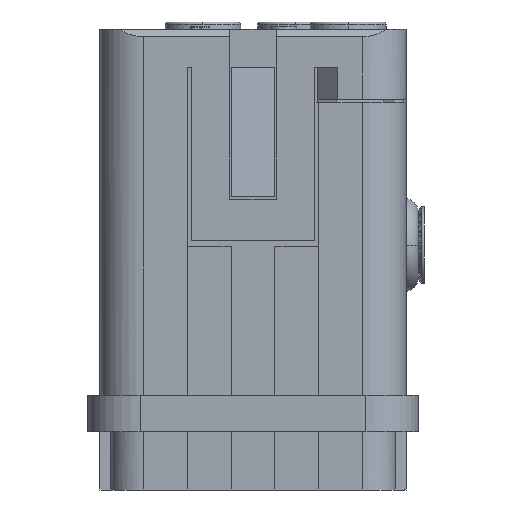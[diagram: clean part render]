
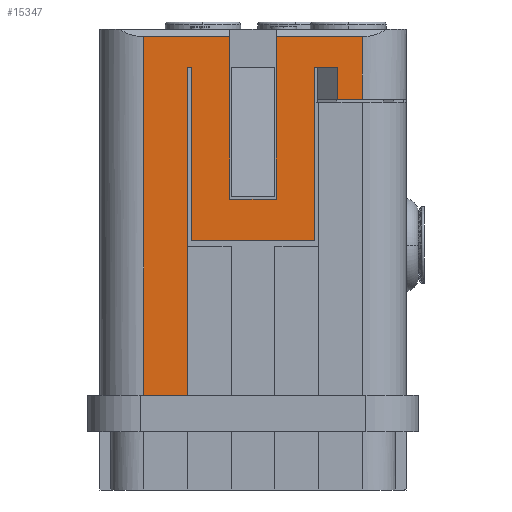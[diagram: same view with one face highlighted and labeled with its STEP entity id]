
A CAD part, left-side view. The second image highlights one B-rep face of the part: STEP entity #15347.
In plain terms, the highlighted planar face has unit normal (-1, 0, 0).
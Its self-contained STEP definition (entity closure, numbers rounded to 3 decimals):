
#739=DIRECTION('',(0.,-1.,0.));
#740=VECTOR('',#739,1.709);
#741=CARTESIAN_POINT('',(-59.188,-52.456,-21.2));
#742=LINE('',#741,#740);
#3418=DIRECTION('',(0.,-1.,0.));
#3419=VECTOR('',#3418,5.9);
#3420=CARTESIAN_POINT('',(-59.188,-39.165,-16.9));
#3421=LINE('',#3420,#3419);
#3422=DIRECTION('',(0.,-1.,0.));
#3423=VECTOR('',#3422,3.2);
#3424=CARTESIAN_POINT('',(-59.188,-45.065,-28.05));
#3425=LINE('',#3424,#3423);
#3426=DIRECTION('',(0.,-1.,0.));
#3427=VECTOR('',#3426,5.9);
#3428=CARTESIAN_POINT('',(-59.188,-48.265,-16.9));
#3429=LINE('',#3428,#3427);
#3430=DIRECTION('',(0.,1.,0.));
#3431=VECTOR('',#3430,1.541);
#3432=CARTESIAN_POINT('',(-59.188,-52.456,-19.));
#3433=LINE('',#3432,#3431);
#3434=DIRECTION('',(0.,1.,0.));
#3435=VECTOR('',#3434,0.25);
#3436=CARTESIAN_POINT('',(-59.188,-42.415,-19.));
#3437=LINE('',#3436,#3435);
#3438=DIRECTION('',(0.,0.,-1.));
#3439=VECTOR('',#3438,22.5);
#3440=CARTESIAN_POINT('',(-59.188,-42.165,-19.));
#3441=LINE('',#3440,#3439);
#3442=DIRECTION('',(0.,-1.,0.));
#3443=VECTOR('',#3442,3.);
#3444=CARTESIAN_POINT('',(-59.188,-39.165,-41.5));
#3445=LINE('',#3444,#3443);
#3452=DIRECTION('',(0.,0.,-1.));
#3453=VECTOR('',#3452,24.6);
#3454=CARTESIAN_POINT('',(-59.188,-39.165,-16.9));
#3455=LINE('',#3454,#3453);
#3477=DIRECTION('',(0.,0.,1.));
#3478=VECTOR('',#3477,11.15);
#3479=CARTESIAN_POINT('',(-59.188,-45.065,-28.05));
#3480=LINE('',#3479,#3478);
#3505=DIRECTION('',(0.,0.,-1.));
#3506=VECTOR('',#3505,11.9);
#3507=CARTESIAN_POINT('',(-59.188,-42.415,-19.));
#3508=LINE('',#3507,#3506);
#3517=DIRECTION('',(0.,-1.,0.));
#3518=VECTOR('',#3517,8.5);
#3519=CARTESIAN_POINT('',(-59.188,-42.415,-30.9));
#3520=LINE('',#3519,#3518);
#3541=DIRECTION('',(0.,0.,1.));
#3542=VECTOR('',#3541,11.9);
#3543=CARTESIAN_POINT('',(-59.188,-50.915,-30.9));
#3544=LINE('',#3543,#3542);
#3557=DIRECTION('',(0.,0.,-1.));
#3558=VECTOR('',#3557,11.15);
#3559=CARTESIAN_POINT('',(-59.188,-48.265,-16.9));
#3560=LINE('',#3559,#3558);
#3585=DIRECTION('',(0.,0.,1.));
#3586=VECTOR('',#3585,4.3);
#3587=CARTESIAN_POINT('',(-59.188,-54.165,-21.2));
#3588=LINE('',#3587,#3586);
#3589=CARTESIAN_POINT('',(-59.188,-54.165,-16.9));
#3611=DIRECTION('',(0.,0.,-1.));
#3612=VECTOR('',#3611,2.2);
#3613=CARTESIAN_POINT('',(-59.188,-52.456,-19.));
#3614=LINE('',#3613,#3612);
#9665=CARTESIAN_POINT('',(-59.188,-39.165,-41.5));
#9666=CARTESIAN_POINT('',(-59.188,-42.165,-41.5));
#9667=VERTEX_POINT('',#9665);
#9668=VERTEX_POINT('',#9666);
#9847=CARTESIAN_POINT('',(-59.188,-45.065,-28.05));
#9848=CARTESIAN_POINT('',(-59.188,-45.065,-16.9));
#9849=VERTEX_POINT('',#9847);
#9850=VERTEX_POINT('',#9848);
#9861=CARTESIAN_POINT('',(-59.188,-48.265,-28.05));
#9862=VERTEX_POINT('',#9861);
#9875=CARTESIAN_POINT('',(-59.188,-42.415,-19.));
#9876=VERTEX_POINT('',#9875);
#9877=CARTESIAN_POINT('',(-59.188,-50.915,-19.));
#9878=VERTEX_POINT('',#9877);
#9879=CARTESIAN_POINT('',(-59.188,-52.456,-19.));
#9880=VERTEX_POINT('',#9879);
#9887=CARTESIAN_POINT('',(-59.188,-52.456,-21.2));
#9888=CARTESIAN_POINT('',(-59.188,-54.165,-21.2));
#9889=VERTEX_POINT('',#9887);
#9890=VERTEX_POINT('',#9888);
#10037=CARTESIAN_POINT('',(-59.188,-48.265,-16.9));
#10038=VERTEX_POINT('',#10037);
#10043=VERTEX_POINT('',#3589);
#10044=CARTESIAN_POINT('',(-59.188,-50.915,-30.9));
#10045=VERTEX_POINT('',#10044);
#10046=CARTESIAN_POINT('',(-59.188,-42.415,-30.9));
#10047=VERTEX_POINT('',#10046);
#10048=CARTESIAN_POINT('',(-59.188,-39.165,-16.9));
#10049=VERTEX_POINT('',#10048);
#10568=CARTESIAN_POINT('',(-59.188,-42.165,-19.));
#10569=VERTEX_POINT('',#10568);
#15313=CARTESIAN_POINT('',(-59.188,-51.415,-19.));
#15314=DIRECTION('',(-1.,0.,0.));
#15315=DIRECTION('',(0.,-1.,0.));
#15316=AXIS2_PLACEMENT_3D('',#15313,#15314,#15315);
#15317=PLANE('',#15316);
#15319=ORIENTED_EDGE('',*,*,#15318,.F.);
#15321=ORIENTED_EDGE('',*,*,#15320,.T.);
#15323=ORIENTED_EDGE('',*,*,#15322,.F.);
#15325=ORIENTED_EDGE('',*,*,#15324,.T.);
#15327=ORIENTED_EDGE('',*,*,#15326,.F.);
#15329=ORIENTED_EDGE('',*,*,#15328,.T.);
#15331=ORIENTED_EDGE('',*,*,#15330,.F.);
#15332=ORIENTED_EDGE('',*,*,#11621,.F.);
#15334=ORIENTED_EDGE('',*,*,#15333,.F.);
#15335=ORIENTED_EDGE('',*,*,#12057,.T.);
#15337=ORIENTED_EDGE('',*,*,#15336,.F.);
#15339=ORIENTED_EDGE('',*,*,#15338,.F.);
#15341=ORIENTED_EDGE('',*,*,#15340,.F.);
#15342=ORIENTED_EDGE('',*,*,#12030,.T.);
#15343=ORIENTED_EDGE('',*,*,#15308,.T.);
#15344=ORIENTED_EDGE('',*,*,#12326,.F.);
#15345=EDGE_LOOP('',(#15319,#15321,#15323,#15325,#15327,#15329,#15331,#15332,
#15334,#15335,#15337,#15339,#15341,#15342,#15343,#15344));
#15346=FACE_OUTER_BOUND('',#15345,.F.);
#15347=ADVANCED_FACE('',(#15346),#15317,.T.);
#11621=EDGE_CURVE('',#9889,#9890,#742,.T.);
#12030=EDGE_CURVE('',#9876,#10569,#3437,.T.);
#12057=EDGE_CURVE('',#9880,#9878,#3433,.T.);
#12326=EDGE_CURVE('',#9667,#9668,#3445,.T.);
#15308=EDGE_CURVE('',#10569,#9668,#3441,.T.);
#15318=EDGE_CURVE('',#10049,#9667,#3455,.T.);
#15320=EDGE_CURVE('',#10049,#9850,#3421,.T.);
#15322=EDGE_CURVE('',#9849,#9850,#3480,.T.);
#15324=EDGE_CURVE('',#9849,#9862,#3425,.T.);
#15326=EDGE_CURVE('',#10038,#9862,#3560,.T.);
#15328=EDGE_CURVE('',#10038,#10043,#3429,.T.);
#15330=EDGE_CURVE('',#9890,#10043,#3588,.T.);
#15333=EDGE_CURVE('',#9880,#9889,#3614,.T.);
#15336=EDGE_CURVE('',#10045,#9878,#3544,.T.);
#15338=EDGE_CURVE('',#10047,#10045,#3520,.T.);
#15340=EDGE_CURVE('',#9876,#10047,#3508,.T.);
